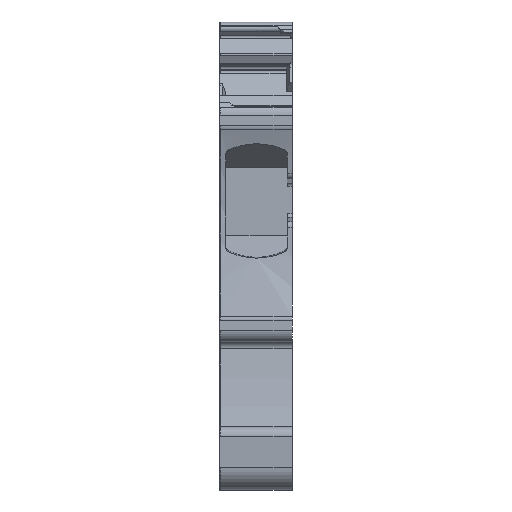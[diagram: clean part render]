
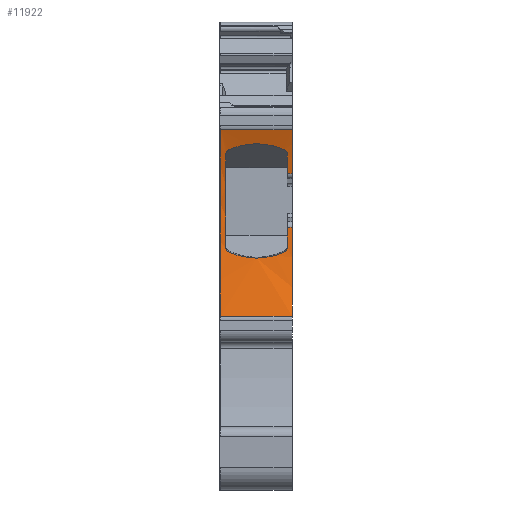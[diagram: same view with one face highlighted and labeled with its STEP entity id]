
A CAD part, front view. The second image highlights one B-rep face of the part: STEP entity #11922.
In plain terms, the highlighted cylindrical face has radius 22.253 mm (diameter 44.507 mm), a partial arc.
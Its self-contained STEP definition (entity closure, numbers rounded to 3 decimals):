
#4722=AXIS2_PLACEMENT_3D('Circle Axis2P3D',#4720,#4721,$) ;
#4828=AXIS2_PLACEMENT_3D('Circle Axis2P3D',#4826,#4827,$) ;
#4941=AXIS2_PLACEMENT_3D('Circle Axis2P3D',#4939,#4940,$) ;
#11878=AXIS2_PLACEMENT_3D('Cylinder Axis2P3D',#11875,#11876,#11877) ;
#11882=AXIS2_PLACEMENT_3D('Circle Axis2P3D',#11880,#11881,$) ;
#11889=AXIS2_PLACEMENT_3D('Circle Axis2P3D',#11887,#11888,$) ;
#11894=AXIS2_PLACEMENT_3D('Circle Axis2P3D',#11892,#11893,$) ;
#4686=CARTESIAN_POINT('Vertex',(6.1,3.026,22.121)) ;
#4693=CARTESIAN_POINT('Vertex',(5.7,3.026,22.121)) ;
#4696=CARTESIAN_POINT('Line Origine',(3.05,3.026,22.121)) ;
#4717=CARTESIAN_POINT('Vertex',(5.7,2.937,20.47)) ;
#4720=CARTESIAN_POINT('Axis2P3D Location',(5.7,-19.225,22.482)) ;
#4741=CARTESIAN_POINT('Control Point',(5.402,2.891,20.012)) ;
#4742=CARTESIAN_POINT('Control Point',(5.534,2.898,20.07)) ;
#4743=CARTESIAN_POINT('Control Point',(5.644,2.91,20.18)) ;
#4744=CARTESIAN_POINT('Control Point',(5.7,2.924,20.325)) ;
#4745=CARTESIAN_POINT('Control Point',(5.7,2.937,20.47)) ;
#4746=CARTESIAN_POINT('Vertex',(5.402,2.891,20.012)) ;
#4771=CARTESIAN_POINT('Vertex',(0.798,2.891,20.012)) ;
#4775=CARTESIAN_POINT('Control Point',(0.798,2.891,20.012)) ;
#4776=CARTESIAN_POINT('Control Point',(1.881,2.838,19.533)) ;
#4777=CARTESIAN_POINT('Control Point',(3.1,2.803,19.353)) ;
#4778=CARTESIAN_POINT('Control Point',(4.319,2.838,19.533)) ;
#4779=CARTESIAN_POINT('Control Point',(5.402,2.891,20.012)) ;
#4794=CARTESIAN_POINT('Control Point',(0.798,2.891,20.012)) ;
#4795=CARTESIAN_POINT('Control Point',(0.666,2.898,20.07)) ;
#4796=CARTESIAN_POINT('Control Point',(0.556,2.91,20.18)) ;
#4797=CARTESIAN_POINT('Control Point',(0.5,2.924,20.325)) ;
#4798=CARTESIAN_POINT('Control Point',(0.5,2.937,20.47)) ;
#4799=CARTESIAN_POINT('Vertex',(0.5,2.937,20.47)) ;
#4823=CARTESIAN_POINT('Vertex',(0.5,2.28,28.207)) ;
#4826=CARTESIAN_POINT('Axis2P3D Location',(0.5,-19.225,22.482)) ;
#4846=CARTESIAN_POINT('Control Point',(0.798,2.152,28.665)) ;
#4847=CARTESIAN_POINT('Control Point',(0.664,2.17,28.605)) ;
#4848=CARTESIAN_POINT('Control Point',(0.554,2.202,28.493)) ;
#4849=CARTESIAN_POINT('Control Point',(0.5,2.241,28.35)) ;
#4850=CARTESIAN_POINT('Control Point',(0.5,2.28,28.207)) ;
#4851=CARTESIAN_POINT('Vertex',(0.798,2.152,28.665)) ;
#4872=CARTESIAN_POINT('Control Point',(5.402,2.152,28.665)) ;
#4873=CARTESIAN_POINT('Control Point',(4.323,2.015,29.141)) ;
#4874=CARTESIAN_POINT('Control Point',(3.1,1.946,29.324)) ;
#4875=CARTESIAN_POINT('Control Point',(1.877,2.015,29.141)) ;
#4876=CARTESIAN_POINT('Control Point',(0.798,2.152,28.665)) ;
#4877=CARTESIAN_POINT('Vertex',(5.402,2.152,28.665)) ;
#4898=CARTESIAN_POINT('Control Point',(5.402,2.152,28.665)) ;
#4899=CARTESIAN_POINT('Control Point',(5.536,2.17,28.605)) ;
#4900=CARTESIAN_POINT('Control Point',(5.646,2.202,28.493)) ;
#4901=CARTESIAN_POINT('Control Point',(5.7,2.241,28.35)) ;
#4902=CARTESIAN_POINT('Control Point',(5.7,2.28,28.207)) ;
#4903=CARTESIAN_POINT('Vertex',(5.7,2.28,28.207)) ;
#4936=CARTESIAN_POINT('Vertex',(5.7,2.642,26.614)) ;
#4939=CARTESIAN_POINT('Axis2P3D Location',(5.7,-19.225,22.482)) ;
#6857=CARTESIAN_POINT('Vertex',(6.1,2.642,26.614)) ;
#6860=CARTESIAN_POINT('Line Origine',(3.05,2.642,26.614)) ;
#11853=CARTESIAN_POINT('Vertex',(6.1,1.593,14.619)) ;
#11856=CARTESIAN_POINT('Line Origine',(3.05,1.593,14.619)) ;
#11860=CARTESIAN_POINT('Vertex',(0.05,1.593,14.619)) ;
#11875=CARTESIAN_POINT('Axis2P3D Location',(3.05,-19.225,22.482)) ;
#11880=CARTESIAN_POINT('Axis2P3D Location',(0.05,-19.225,22.482)) ;
#11884=CARTESIAN_POINT('Vertex',(0.05,1.593,30.345)) ;
#11887=CARTESIAN_POINT('Axis2P3D Location',(6.1,-19.225,22.482)) ;
#11892=CARTESIAN_POINT('Axis2P3D Location',(6.1,-19.225,22.482)) ;
#11896=CARTESIAN_POINT('Vertex',(6.1,1.593,30.345)) ;
#11899=CARTESIAN_POINT('Line Origine',(3.05,1.593,30.345)) ;
#4697=DIRECTION('Vector Direction',(-1.,0.,0.)) ;
#4721=DIRECTION('Axis2P3D Direction',(-1.,0.,0.)) ;
#4827=DIRECTION('Axis2P3D Direction',(1.,0.,0.)) ;
#4940=DIRECTION('Axis2P3D Direction',(-1.,0.,0.)) ;
#6861=DIRECTION('Vector Direction',(-1.,0.,0.)) ;
#11857=DIRECTION('Vector Direction',(1.,0.,0.)) ;
#11876=DIRECTION('Axis2P3D Direction',(1.,0.,0.)) ;
#11877=DIRECTION('Axis2P3D XDirection',(0.,0.935,-0.353)) ;
#11881=DIRECTION('Axis2P3D Direction',(1.,0.,0.)) ;
#11888=DIRECTION('Axis2P3D Direction',(1.,0.,0.)) ;
#11893=DIRECTION('Axis2P3D Direction',(1.,0.,0.)) ;
#11900=DIRECTION('Vector Direction',(1.,0.,0.)) ;
#4698=VECTOR('Line Direction',#4697,1.) ;
#6862=VECTOR('Line Direction',#6861,1.) ;
#11858=VECTOR('Line Direction',#11857,1.) ;
#11901=VECTOR('Line Direction',#11900,1.) ;
#11905=ORIENTED_EDGE('',*,*,#11886,.F.) ;
#11906=ORIENTED_EDGE('',*,*,#11862,.T.) ;
#11907=ORIENTED_EDGE('',*,*,#11891,.T.) ;
#11908=ORIENTED_EDGE('',*,*,#4700,.F.) ;
#11909=ORIENTED_EDGE('',*,*,#4724,.T.) ;
#11910=ORIENTED_EDGE('',*,*,#4748,.F.) ;
#11911=ORIENTED_EDGE('',*,*,#4780,.F.) ;
#11912=ORIENTED_EDGE('',*,*,#4801,.T.) ;
#11913=ORIENTED_EDGE('',*,*,#4830,.T.) ;
#11914=ORIENTED_EDGE('',*,*,#4853,.F.) ;
#11915=ORIENTED_EDGE('',*,*,#4879,.F.) ;
#11916=ORIENTED_EDGE('',*,*,#4905,.T.) ;
#11917=ORIENTED_EDGE('',*,*,#4943,.T.) ;
#11918=ORIENTED_EDGE('',*,*,#6864,.T.) ;
#11919=ORIENTED_EDGE('',*,*,#11898,.T.) ;
#11920=ORIENTED_EDGE('',*,*,#11903,.F.) ;
#11922=ADVANCED_FACE('MLD\\MLD_AL2C_4',(#11921),#11879,.F.) ;
#4740=B_SPLINE_CURVE_WITH_KNOTS('',4,(#4741,#4742,#4743,#4744,#4745),.UNSPECIFIED.,.F.,.U.,(5,5),(0.,0.82),.UNSPECIFIED.) ;
#4774=B_SPLINE_CURVE_WITH_KNOTS('',4,(#4775,#4776,#4777,#4778,#4779),.UNSPECIFIED.,.F.,.U.,(5,5),(0.,6.705),.UNSPECIFIED.) ;
#4793=B_SPLINE_CURVE_WITH_KNOTS('',4,(#4794,#4795,#4796,#4797,#4798),.UNSPECIFIED.,.F.,.U.,(5,5),(0.,0.82),.UNSPECIFIED.) ;
#4845=B_SPLINE_CURVE_WITH_KNOTS('',4,(#4846,#4847,#4848,#4849,#4850),.UNSPECIFIED.,.F.,.U.,(5,5),(0.,0.837),.UNSPECIFIED.) ;
#4871=B_SPLINE_CURVE_WITH_KNOTS('',4,(#4872,#4873,#4874,#4875,#4876),.UNSPECIFIED.,.F.,.U.,(5,5),(0.,6.719),.UNSPECIFIED.) ;
#4897=B_SPLINE_CURVE_WITH_KNOTS('',4,(#4898,#4899,#4900,#4901,#4902),.UNSPECIFIED.,.F.,.U.,(5,5),(0.,0.837),.UNSPECIFIED.) ;
#4723=CIRCLE('generated circle',#4722,22.253) ;
#4829=CIRCLE('generated circle',#4828,22.253) ;
#4942=CIRCLE('generated circle',#4941,22.253) ;
#11883=CIRCLE('generated circle',#11882,22.253) ;
#11890=CIRCLE('generated circle',#11889,22.253) ;
#11895=CIRCLE('generated circle',#11894,22.253) ;
#11879=CYLINDRICAL_SURFACE('generated cylinder',#11878,22.253) ;
#4700=EDGE_CURVE('',#4694,#4687,#4699,.F.) ;
#4724=EDGE_CURVE('',#4694,#4718,#4723,.T.) ;
#4748=EDGE_CURVE('',#4747,#4718,#4740,.T.) ;
#4780=EDGE_CURVE('',#4772,#4747,#4774,.T.) ;
#4801=EDGE_CURVE('',#4772,#4800,#4793,.T.) ;
#4830=EDGE_CURVE('',#4800,#4824,#4829,.T.) ;
#4853=EDGE_CURVE('',#4852,#4824,#4845,.T.) ;
#4879=EDGE_CURVE('',#4878,#4852,#4871,.T.) ;
#4905=EDGE_CURVE('',#4878,#4904,#4897,.T.) ;
#4943=EDGE_CURVE('',#4904,#4937,#4942,.T.) ;
#6864=EDGE_CURVE('',#4937,#6858,#6863,.F.) ;
#11862=EDGE_CURVE('',#11861,#11854,#11859,.T.) ;
#11886=EDGE_CURVE('',#11861,#11885,#11883,.T.) ;
#11891=EDGE_CURVE('',#11854,#4687,#11890,.T.) ;
#11898=EDGE_CURVE('',#6858,#11897,#11895,.T.) ;
#11903=EDGE_CURVE('',#11885,#11897,#11902,.T.) ;
#11904=EDGE_LOOP('',(#11905,#11906,#11907,#11908,#11909,#11910,#11911,#11912,#11913,#11914,#11915,#11916,#11917,#11918,#11919,#11920)) ;
#11921=FACE_OUTER_BOUND('',#11904,.T.) ;
#4699=LINE('Line',#4696,#4698) ;
#6863=LINE('Line',#6860,#6862) ;
#11859=LINE('Line',#11856,#11858) ;
#11902=LINE('Line',#11899,#11901) ;
#4687=VERTEX_POINT('',#4686) ;
#4694=VERTEX_POINT('',#4693) ;
#4718=VERTEX_POINT('',#4717) ;
#4747=VERTEX_POINT('',#4746) ;
#4772=VERTEX_POINT('',#4771) ;
#4800=VERTEX_POINT('',#4799) ;
#4824=VERTEX_POINT('',#4823) ;
#4852=VERTEX_POINT('',#4851) ;
#4878=VERTEX_POINT('',#4877) ;
#4904=VERTEX_POINT('',#4903) ;
#4937=VERTEX_POINT('',#4936) ;
#6858=VERTEX_POINT('',#6857) ;
#11854=VERTEX_POINT('',#11853) ;
#11861=VERTEX_POINT('',#11860) ;
#11885=VERTEX_POINT('',#11884) ;
#11897=VERTEX_POINT('',#11896) ;
